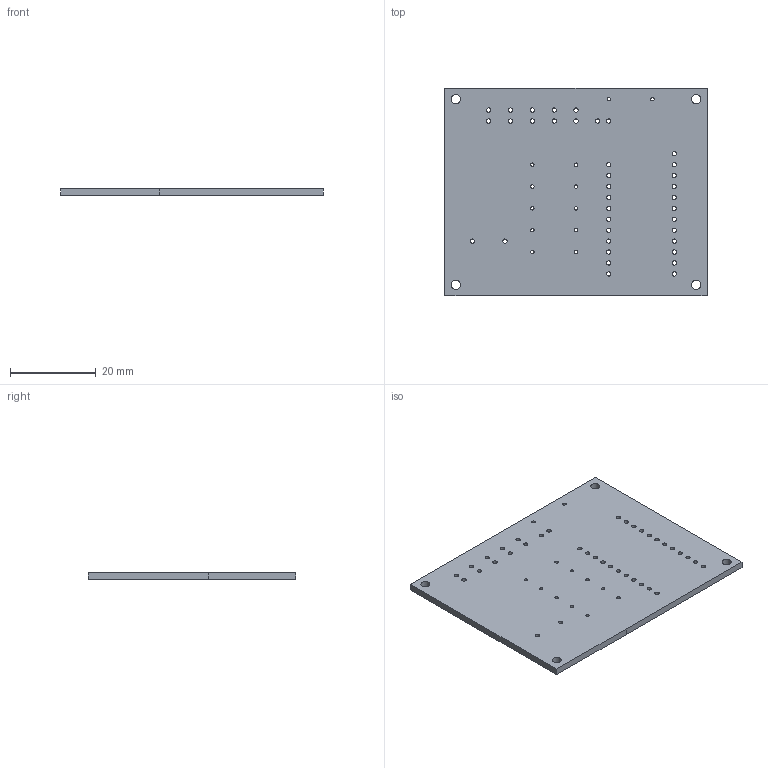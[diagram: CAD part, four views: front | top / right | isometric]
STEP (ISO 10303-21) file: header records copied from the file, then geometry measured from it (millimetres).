
FILE_DESCRIPTION(('KiCad electronic assembly'),'2;1');
FILE_NAME('letmein.step','2022-03-10T00:56:41',('Pcbnew'),('Kicad'), 'Open CASCADE STEP processor 7.5','KiCad to STEP converter','Unknown' );
FILE_SCHEMA(('AUTOMOTIVE_DESIGN { 1 0 10303 214 1 1 1 1 }'));
Length unit declared in the file: millimetre
Products named in the file (2): letmein 1; letmein PCB
Assembly tree (1 placements, depth 2):
  letmein 1
    letmein PCB
Bounding box: 60.96 x 48.26 x 1.6 mm (x, y, z)
Volume: 4628.8 mm3; surface area: 6411.9 mm2
Topology: 1 solids, 1 shells, 61 faces, 177 edges, 118 vertices
Faces by surface type: cylinder 53, plane 8
Full cylindrical faces by diameter (mm): 0.8 x12, 1 x37, 2.1 x4
Entity records: 4955 total; most frequent: CARTESIAN_POINT 1348, DIRECTION 657, ORIENTED_EDGE 354, PCURVE 354, DEFINITIONAL_REPRESENTATION 354, LINE 319, VECTOR 319, EDGE_CURVE 177
